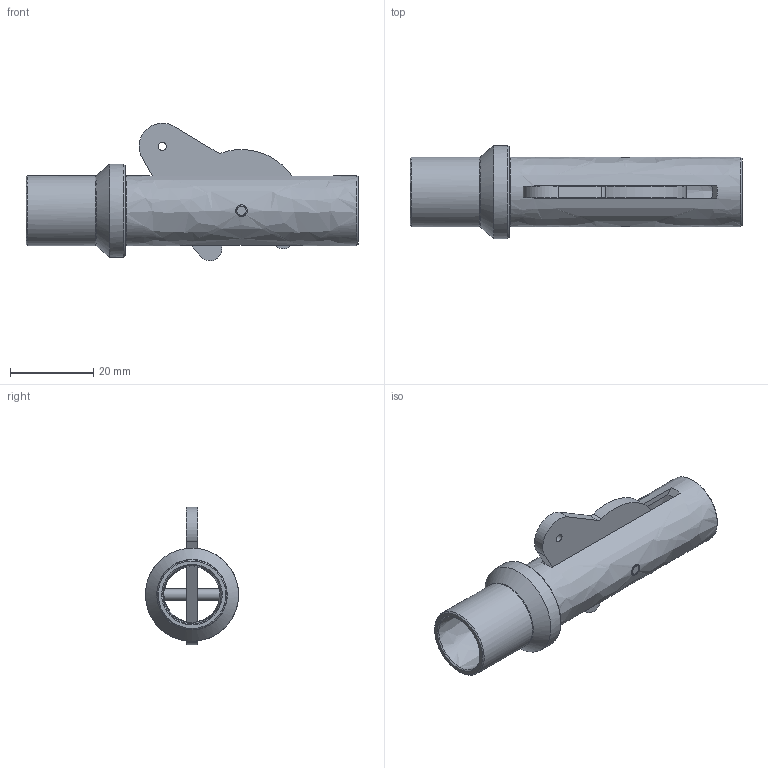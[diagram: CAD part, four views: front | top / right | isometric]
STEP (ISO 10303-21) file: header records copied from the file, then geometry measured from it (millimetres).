
FILE_DESCRIPTION(('FreeCAD Model'),'2;1');
FILE_NAME('Open CASCADE Shape Model','2025-04-26T16:22:50',('FreeCAD'),( 'FreeCAD'),'Open CASCADE STEP processor 7.6','FreeCAD','Unknown');
FILE_SCHEMA(('AUTOMOTIVE_DESIGN { 1 0 10303 214 1 1 1 1 }'));
Length unit declared in the file: millimetre
Products named in the file (1): Open CASCADE STEP translator 7.6 1
Bounding box: 79.84 x 22.4 x 33.08 mm (x, y, z)
Volume: 8138.2 mm3; surface area: 9935.6 mm2
Topology: 3 solids, 3 shells, 47 faces, 119 edges, 77 vertices
Faces by surface type: bspline 47
Entity records: 1695 total; most frequent: CARTESIAN_POINT 997, ORIENTED_EDGE 238, EDGE_CURVE 119, VERTEX_POINT 77, B_SPLINE_CURVE_WITH_KNOTS 62, FACE_BOUND 60, EDGE_LOOP 60, ADVANCED_FACE 47
